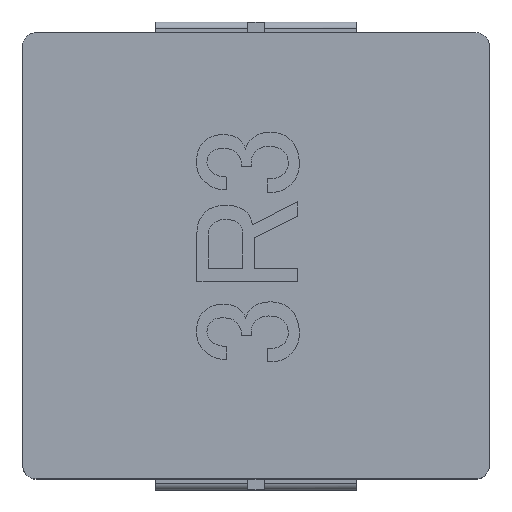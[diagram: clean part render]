
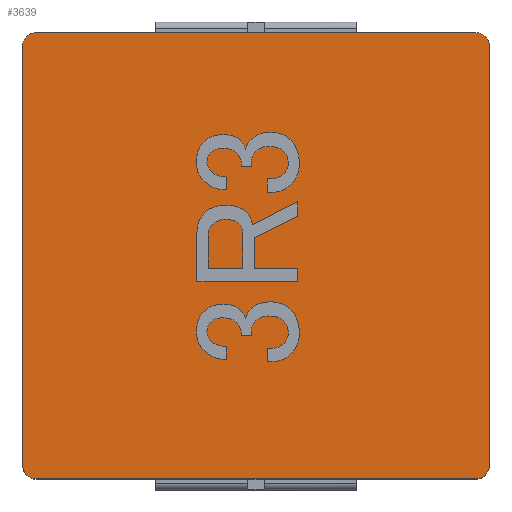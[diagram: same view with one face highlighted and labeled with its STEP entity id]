
A CAD part, top view. The second image highlights one B-rep face of the part: STEP entity #3639.
In plain terms, the highlighted free-form (B-spline) face has degree [1, 1] with [2, 2] control points.
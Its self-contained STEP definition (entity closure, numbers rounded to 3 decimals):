
#3572=CARTESIAN_POINT('',(-3.823,-3.673,0.));
#3573=CARTESIAN_POINT('',(-3.823,3.973,0.));
#3574=CARTESIAN_POINT('',(3.823,-3.673,0.));
#3575=CARTESIAN_POINT('',(3.823,3.973,0.));
#3576=B_SPLINE_SURFACE_WITH_KNOTS('',1,1,((#3572,#3573),(#3574,#3575)),.PLANE_SURF.,.F.,.F.,.U.,(2,2),(2,2),(0.,1.),(0.,1.),.UNSPECIFIED.);
#3577=CARTESIAN_POINT('',(-3.275,-3.325,0.));
#3578=VERTEX_POINT('',#3577);
#3579=CARTESIAN_POINT('',(3.275,-3.325,0.));
#3580=VERTEX_POINT('',#3579);
#3581=CARTESIAN_POINT('',(-3.275,-3.325,0.));
#3582=CARTESIAN_POINT('',(3.275,-3.325,0.));
#3583=B_SPLINE_CURVE_WITH_KNOTS('',1,(#3581,#3582),.POLYLINE_FORM.,.F.,.U.,(2,2),(0.,1.),.UNSPECIFIED.);
#3584=EDGE_CURVE('',#3578,#3580,#3583,.T.);
#3585=ORIENTED_EDGE('',*,*,#3584,.T.);
#3586=CARTESIAN_POINT('',(3.475,-3.125,0.));
#3587=VERTEX_POINT('',#3586);
#3588=CARTESIAN_POINT('',(3.275,-3.325,0.));
#3589=CARTESIAN_POINT('',(3.475,-3.325,0.));
#3590=CARTESIAN_POINT('',(3.475,-3.125,0.));
#3591=(BOUNDED_CURVE()B_SPLINE_CURVE(2,(#3588,#3589,#3590),.CIRCULAR_ARC.,.F.,.U.)B_SPLINE_CURVE_WITH_KNOTS((3,3),(0.,1.),.UNSPECIFIED.)CURVE()GEOMETRIC_REPRESENTATION_ITEM()RATIONAL_B_SPLINE_CURVE((1.,0.707,1.))REPRESENTATION_ITEM(''));
#3592=EDGE_CURVE('',#3580,#3587,#3591,.T.);
#3593=ORIENTED_EDGE('',*,*,#3592,.T.);
#3594=CARTESIAN_POINT('',(3.475,3.125,0.));
#3595=VERTEX_POINT('',#3594);
#3596=CARTESIAN_POINT('',(3.475,-3.125,0.));
#3597=CARTESIAN_POINT('',(3.475,3.125,0.));
#3598=B_SPLINE_CURVE_WITH_KNOTS('',1,(#3596,#3597),.POLYLINE_FORM.,.F.,.U.,(2,2),(0.,1.),.UNSPECIFIED.);
#3599=EDGE_CURVE('',#3587,#3595,#3598,.T.);
#3600=ORIENTED_EDGE('',*,*,#3599,.T.);
#3601=CARTESIAN_POINT('',(3.275,3.325,0.));
#3602=VERTEX_POINT('',#3601);
#3603=CARTESIAN_POINT('',(3.475,3.125,0.));
#3604=CARTESIAN_POINT('',(3.475,3.325,0.));
#3605=CARTESIAN_POINT('',(3.275,3.325,0.));
#3606=(BOUNDED_CURVE()B_SPLINE_CURVE(2,(#3603,#3604,#3605),.CIRCULAR_ARC.,.F.,.U.)B_SPLINE_CURVE_WITH_KNOTS((3,3),(0.,1.),.UNSPECIFIED.)CURVE()GEOMETRIC_REPRESENTATION_ITEM()RATIONAL_B_SPLINE_CURVE((1.,0.707,1.))REPRESENTATION_ITEM(''));
#3607=EDGE_CURVE('',#3595,#3602,#3606,.T.);
#3608=ORIENTED_EDGE('',*,*,#3607,.T.);
#3609=CARTESIAN_POINT('',(-3.275,3.325,0.));
#3610=VERTEX_POINT('',#3609);
#3611=CARTESIAN_POINT('',(3.275,3.325,0.));
#3612=CARTESIAN_POINT('',(-3.275,3.325,0.));
#3613=B_SPLINE_CURVE_WITH_KNOTS('',1,(#3611,#3612),.POLYLINE_FORM.,.F.,.U.,(2,2),(0.,1.),.UNSPECIFIED.);
#3614=EDGE_CURVE('',#3602,#3610,#3613,.T.);
#3615=ORIENTED_EDGE('',*,*,#3614,.T.);
#3616=CARTESIAN_POINT('',(-3.475,3.125,0.));
#3617=VERTEX_POINT('',#3616);
#3618=CARTESIAN_POINT('',(-3.275,3.325,0.));
#3619=CARTESIAN_POINT('',(-3.475,3.325,0.));
#3620=CARTESIAN_POINT('',(-3.475,3.125,0.));
#3621=(BOUNDED_CURVE()B_SPLINE_CURVE(2,(#3618,#3619,#3620),.CIRCULAR_ARC.,.F.,.U.)B_SPLINE_CURVE_WITH_KNOTS((3,3),(0.,1.),.UNSPECIFIED.)CURVE()GEOMETRIC_REPRESENTATION_ITEM()RATIONAL_B_SPLINE_CURVE((1.,0.707,1.))REPRESENTATION_ITEM(''));
#3622=EDGE_CURVE('',#3610,#3617,#3621,.T.);
#3623=ORIENTED_EDGE('',*,*,#3622,.T.);
#3624=CARTESIAN_POINT('',(-3.475,-3.125,0.));
#3625=VERTEX_POINT('',#3624);
#3626=CARTESIAN_POINT('',(-3.475,3.125,0.));
#3627=CARTESIAN_POINT('',(-3.475,-3.125,0.));
#3628=B_SPLINE_CURVE_WITH_KNOTS('',1,(#3626,#3627),.POLYLINE_FORM.,.F.,.U.,(2,2),(0.,1.),.UNSPECIFIED.);
#3629=EDGE_CURVE('',#3617,#3625,#3628,.T.);
#3630=ORIENTED_EDGE('',*,*,#3629,.T.);
#3631=CARTESIAN_POINT('',(-3.475,-3.125,0.));
#3632=CARTESIAN_POINT('',(-3.475,-3.325,0.));
#3633=CARTESIAN_POINT('',(-3.275,-3.325,0.));
#3634=(BOUNDED_CURVE()B_SPLINE_CURVE(2,(#3631,#3632,#3633),.CIRCULAR_ARC.,.F.,.U.)B_SPLINE_CURVE_WITH_KNOTS((3,3),(0.,1.),.UNSPECIFIED.)CURVE()GEOMETRIC_REPRESENTATION_ITEM()RATIONAL_B_SPLINE_CURVE((1.,0.707,1.))REPRESENTATION_ITEM(''));
#3635=EDGE_CURVE('',#3625,#3578,#3634,.T.);
#3636=ORIENTED_EDGE('',*,*,#3635,.T.);
#3637=EDGE_LOOP('',(#3585,#3593,#3600,#3608,#3615,#3623,#3630,#3636));
#3638=FACE_OUTER_BOUND('',#3637,.T.);
#3639=ADVANCED_FACE('',(#3638),#3576,.T.);
